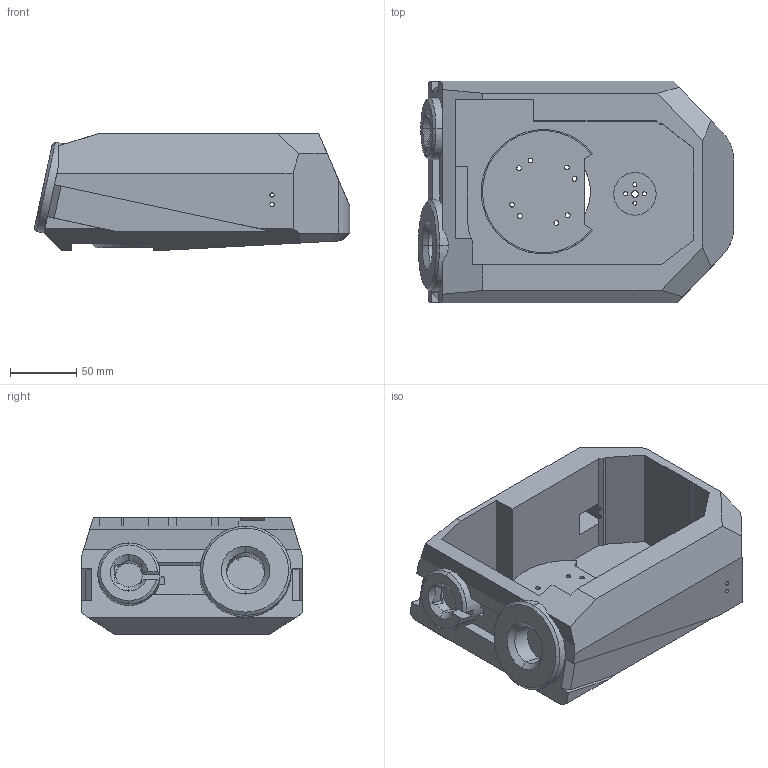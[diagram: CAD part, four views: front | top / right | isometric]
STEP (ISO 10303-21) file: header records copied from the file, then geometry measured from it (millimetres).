
FILE_DESCRIPTION (( 'STEP AP214' ), '1' );
FILE_NAME ('芛裔苤slam.STEP', '2025-01-17T09:28:22', ( '' ), ( '' ), 'SwSTEP 2.0', 'SolidWorks 2020', '' );
FILE_SCHEMA (( 'AUTOMOTIVE_DESIGN' ));
Length unit declared in the file: millimetre
Products named in the file (1): 芛裔苤slam
Bounding box: 237.87 x 167.11 x 88 mm (x, y, z)
Volume: 1263659.2 mm3; surface area: 188902.3 mm2
Topology: 1 solids, 1 shells, 177 faces, 504 edges, 330 vertices
Faces by surface type: plane 103, cylinder 61, cone 13
Entity records: 5898 total; most frequent: CARTESIAN_POINT 1129, ORIENTED_EDGE 1008, DIRECTION 970, EDGE_CURVE 504, VERTEX_POINT 330, LINE 328, VECTOR 328, AXIS2_PLACEMENT_3D 321
